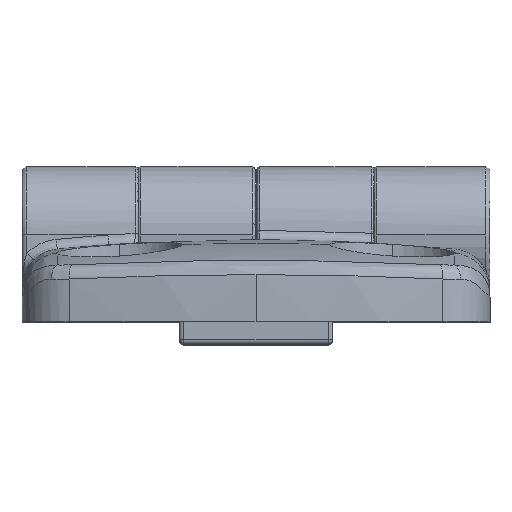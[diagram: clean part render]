
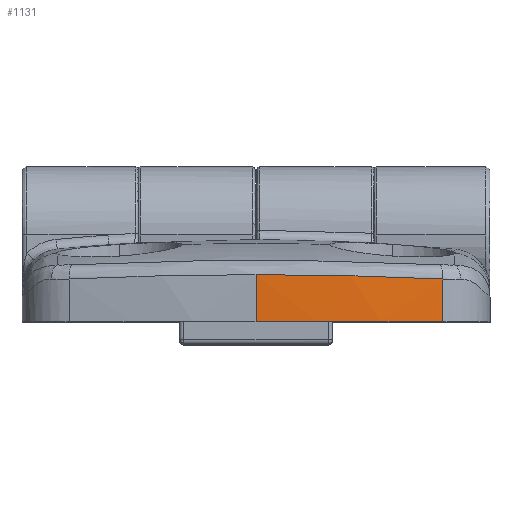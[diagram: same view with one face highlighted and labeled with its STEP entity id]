
A CAD part, top view. The second image highlights one B-rep face of the part: STEP entity #1131.
In plain terms, the highlighted cylindrical face has radius 100 mm (diameter 200 mm), a partial arc.
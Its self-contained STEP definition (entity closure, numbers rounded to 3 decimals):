
#109 = EDGE_CURVE ( 'NONE', #9064, #14232, #2012, .T. ) ;
#604 = VERTEX_POINT ( 'NONE', #8343 ) ;
#1131 = ADVANCED_FACE ( 'NONE', ( #1557 ), #12710, .T. ) ;
#1203 = AXIS2_PLACEMENT_3D ( 'NONE', #10112, #7801, #3217 ) ;
#1557 = FACE_OUTER_BOUND ( 'NONE', #14665, .T. ) ;
#2012 = B_SPLINE_CURVE_WITH_KNOTS ( 'NONE', 3,
 ( #10930, #11865, #12109, #9818, #9877, #10788 ),
 .UNSPECIFIED., .F., .F.,
 ( 4, 2, 4 ),
 ( 0.004, 0.014, 0.024 ),
 .UNSPECIFIED. ) ;
#2197 = VECTOR ( 'NONE', #8084, 1000. ) ;
#3217 = DIRECTION ( 'NONE',  ( 0., 0., -1. ) ) ;
#3395 = CARTESIAN_POINT ( 'NONE',  ( -19.149, 0., -27.649 ) ) ;
#4266 = EDGE_CURVE ( 'NONE', #14232, #604, #11599, .T. ) ;
#5249 = DIRECTION ( 'NONE',  ( 0., 1., 0. ) ) ;
#5342 = ORIENTED_EDGE ( 'NONE', *, *, #5927, .T. ) ;
#5927 = EDGE_CURVE ( 'NONE', #604, #10606, #9849, .T. ) ;
#6688 = EDGE_CURVE ( 'NONE', #9064, #10606, #11041, .T. ) ;
#7801 = DIRECTION ( 'NONE',  ( 0., -1., 0. ) ) ;
#8084 = DIRECTION ( 'NONE',  ( 0., -1., 0. ) ) ;
#8123 = ORIENTED_EDGE ( 'NONE', *, *, #109, .T. ) ;
#8343 = CARTESIAN_POINT ( 'NONE',  ( 0., 0., -29.5 ) ) ;
#8553 = AXIS2_PLACEMENT_3D ( 'NONE', #12005, #5249, #13119 ) ;
#8944 = CARTESIAN_POINT ( 'NONE',  ( 0., 8.5, -29.5 ) ) ;
#9064 = VERTEX_POINT ( 'NONE', #12778 ) ;
#9125 = CARTESIAN_POINT ( 'NONE',  ( -19.149, 16.02, -27.649 ) ) ;
#9818 = CARTESIAN_POINT ( 'NONE',  ( -6.402, 4.806, -29.346 ) ) ;
#9849 = CIRCLE ( 'NONE', #8553, 100. ) ;
#9877 = CARTESIAN_POINT ( 'NONE',  ( -3.204, 4.84, -29.5 ) ) ;
#10073 = DIRECTION ( 'NONE',  ( 0., -1., 0. ) ) ;
#10112 = CARTESIAN_POINT ( 'NONE',  ( 0., 8.5, 70.5 ) ) ;
#10606 = VERTEX_POINT ( 'NONE', #3395 ) ;
#10788 = CARTESIAN_POINT ( 'NONE',  ( 0., 4.84, -29.5 ) ) ;
#10930 = CARTESIAN_POINT ( 'NONE',  ( -19.149, 4.401, -27.649 ) ) ;
#11041 = LINE ( 'NONE', #9125, #2197 ) ;
#11059 = VECTOR ( 'NONE', #10073, 1000. ) ;
#11599 = LINE ( 'NONE', #8944, #11059 ) ;
#11865 = CARTESIAN_POINT ( 'NONE',  ( -15.97, 4.555, -28.27 ) ) ;
#12005 = CARTESIAN_POINT ( 'NONE',  ( 0., 0., 70.5 ) ) ;
#12109 = CARTESIAN_POINT ( 'NONE',  ( -12.785, 4.663, -28.731 ) ) ;
#12710 = CYLINDRICAL_SURFACE ( 'NONE', #1203, 100. ) ;
#12778 = CARTESIAN_POINT ( 'NONE',  ( -19.149, 4.401, -27.649 ) ) ;
#13119 = DIRECTION ( 'NONE',  ( 0., 0., -1. ) ) ;
#13157 = ORIENTED_EDGE ( 'NONE', *, *, #4266, .T. ) ;
#13295 = ORIENTED_EDGE ( 'NONE', *, *, #6688, .F. ) ;
#14232 = VERTEX_POINT ( 'NONE', #14893 ) ;
#14665 = EDGE_LOOP ( 'NONE', ( #8123, #13157, #5342, #13295 ) ) ;
#14893 = CARTESIAN_POINT ( 'NONE',  ( 0., 4.84, -29.5 ) ) ;
